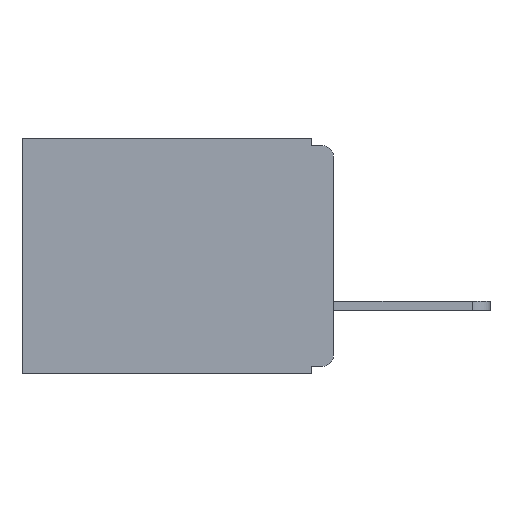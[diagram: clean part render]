
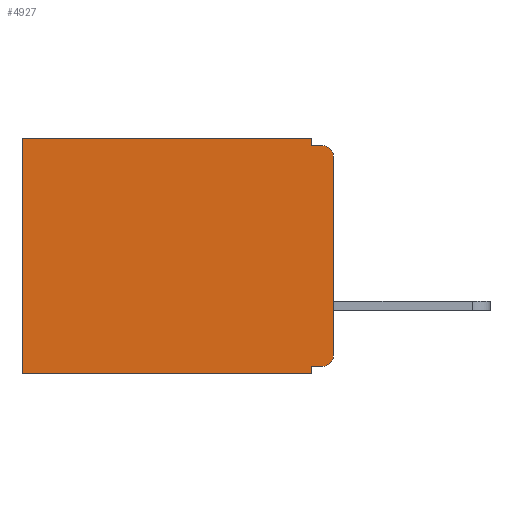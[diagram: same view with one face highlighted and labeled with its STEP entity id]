
A CAD part, left-side view. The second image highlights one B-rep face of the part: STEP entity #4927.
In plain terms, the highlighted planar face has unit normal (-1, 0, 0).
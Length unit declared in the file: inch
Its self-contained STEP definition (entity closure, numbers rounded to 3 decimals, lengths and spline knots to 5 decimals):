
#269 = VERTEX_POINT ( 'NONE', #8907 ) ;
#482 = EDGE_CURVE ( 'NONE', #8525, #269, #10751, .T. ) ;
#585 = CARTESIAN_POINT ( 'NONE',  ( 0.3, 0.031, -0.01 ) ) ;
#780 = VERTEX_POINT ( 'NONE', #6071 ) ;
#840 = ORIENTED_EDGE ( 'NONE', *, *, #10932, .F. ) ;
#936 = CARTESIAN_POINT ( 'NONE',  ( 0.3, 0.015, -0.01 ) ) ;
#974 = ORIENTED_EDGE ( 'NONE', *, *, #4670, .F. ) ;
#1070 = VECTOR ( 'NONE', #6708, 39.37008 ) ;
#1191 = LINE ( 'NONE', #7780, #3286 ) ;
#1327 = CARTESIAN_POINT ( 'NONE',  ( 0.3, 0.437, -0.33 ) ) ;
#1344 = CARTESIAN_POINT ( 'NONE',  ( 0.3, 0.031, 0. ) ) ;
#1490 = DIRECTION ( 'NONE',  ( -1., 0., 0. ) ) ;
#1753 = DIRECTION ( 'NONE',  ( 0., 0., -1. ) ) ;
#1759 = EDGE_CURVE ( 'NONE', #3120, #2497, #8252, .T. ) ;
#1937 = EDGE_LOOP ( 'NONE', ( #7786, #9621, #11077, #8353, #7802, #7387, #10163, #840, #974, #6220 ) ) ;
#2019 = DIRECTION ( 'NONE',  ( 0., 0., -1. ) ) ;
#2197 = VERTEX_POINT ( 'NONE', #5183 ) ;
#2497 = VERTEX_POINT ( 'NONE', #936 ) ;
#2747 = LINE ( 'NONE', #9990, #5708 ) ;
#2960 = CARTESIAN_POINT ( 'NONE',  ( 0.3, 0.031, -0.33 ) ) ;
#2980 = AXIS2_PLACEMENT_3D ( 'NONE', #8745, #1490, #11452 ) ;
#3120 = VERTEX_POINT ( 'NONE', #585 ) ;
#3177 = EDGE_CURVE ( 'NONE', #6797, #269, #1191, .T. ) ;
#3286 = VECTOR ( 'NONE', #6862, 39.37008 ) ;
#3372 = LINE ( 'NONE', #2960, #10827 ) ;
#3629 = CARTESIAN_POINT ( 'NONE',  ( 0.3, 0., -0.01 ) ) ;
#3718 = FACE_OUTER_BOUND ( 'NONE', #1937, .T. ) ;
#3777 = VECTOR ( 'NONE', #7746, 39.37008 ) ;
#3825 = CARTESIAN_POINT ( 'NONE',  ( 0.3, 0.015, -0.305 ) ) ;
#4050 = PLANE ( 'NONE',  #6285 ) ;
#4189 = CARTESIAN_POINT ( 'NONE',  ( 0.3, 0.031, -0.32 ) ) ;
#4394 = AXIS2_PLACEMENT_3D ( 'NONE', #3825, #10098, #2019 ) ;
#4489 = VERTEX_POINT ( 'NONE', #4189 ) ;
#4670 = EDGE_CURVE ( 'NONE', #2197, #4489, #2747, .T. ) ;
#4860 = EDGE_CURVE ( 'NONE', #2197, #10621, #10912, .T. ) ;
#4927 = ADVANCED_FACE ( 'NONE', ( #3718 ), #4050, .F. ) ;
#4968 = DIRECTION ( 'NONE',  ( 1., 0., 0. ) ) ;
#5028 = CARTESIAN_POINT ( 'NONE',  ( 0.3, 0., 0. ) ) ;
#5183 = CARTESIAN_POINT ( 'NONE',  ( 0.3, 0.015, -0.32 ) ) ;
#5374 = CARTESIAN_POINT ( 'NONE',  ( 0.3, 0., -0.33 ) ) ;
#5441 = CARTESIAN_POINT ( 'NONE',  ( 0.3, 0.437, 0. ) ) ;
#5507 = CARTESIAN_POINT ( 'NONE',  ( 0.3, 0.031, -0.33 ) ) ;
#5708 = VECTOR ( 'NONE', #7272, 39.37008 ) ;
#5808 = VECTOR ( 'NONE', #10077, 39.37008 ) ;
#5882 = CARTESIAN_POINT ( 'NONE',  ( 0.3, 0., -0.305 ) ) ;
#6071 = CARTESIAN_POINT ( 'NONE',  ( 0.3, 0., -0.025 ) ) ;
#6186 = CIRCLE ( 'NONE', #2980, 0.015 ) ;
#6220 = ORIENTED_EDGE ( 'NONE', *, *, #4860, .T. ) ;
#6285 = AXIS2_PLACEMENT_3D ( 'NONE', #10367, #4968, #8713 ) ;
#6708 = DIRECTION ( 'NONE',  ( 0., 0., -1. ) ) ;
#6797 = VERTEX_POINT ( 'NONE', #5507 ) ;
#6862 = DIRECTION ( 'NONE',  ( 0., 1., 0. ) ) ;
#6949 = VECTOR ( 'NONE', #8679, 39.37008 ) ;
#7221 = LINE ( 'NONE', #1344, #6949 ) ;
#7272 = DIRECTION ( 'NONE',  ( 0., 1., 0. ) ) ;
#7339 = LINE ( 'NONE', #5374, #7785 ) ;
#7387 = ORIENTED_EDGE ( 'NONE', *, *, #482, .T. ) ;
#7501 = EDGE_CURVE ( 'NONE', #8778, #3120, #7221, .T. ) ;
#7746 = DIRECTION ( 'NONE',  ( 0., 1., 0. ) ) ;
#7780 = CARTESIAN_POINT ( 'NONE',  ( 0.3, 0., -0.33 ) ) ;
#7785 = VECTOR ( 'NONE', #1753, 39.37008 ) ;
#7786 = ORIENTED_EDGE ( 'NONE', *, *, #11359, .F. ) ;
#7802 = ORIENTED_EDGE ( 'NONE', *, *, #8847, .T. ) ;
#8252 = LINE ( 'NONE', #3629, #5808 ) ;
#8353 = ORIENTED_EDGE ( 'NONE', *, *, #7501, .F. ) ;
#8525 = VERTEX_POINT ( 'NONE', #5441 ) ;
#8679 = DIRECTION ( 'NONE',  ( 0., 0., -1. ) ) ;
#8713 = DIRECTION ( 'NONE',  ( 0., 0., -1. ) ) ;
#8745 = CARTESIAN_POINT ( 'NONE',  ( 0.3, 0.015, -0.025 ) ) ;
#8778 = VERTEX_POINT ( 'NONE', #11231 ) ;
#8847 = EDGE_CURVE ( 'NONE', #8778, #8525, #10272, .T. ) ;
#8907 = CARTESIAN_POINT ( 'NONE',  ( 0.3, 0.437, -0.33 ) ) ;
#9319 = DIRECTION ( 'NONE',  ( 0., 0., -1. ) ) ;
#9334 = EDGE_CURVE ( 'NONE', #780, #2497, #6186, .T. ) ;
#9621 = ORIENTED_EDGE ( 'NONE', *, *, #9334, .T. ) ;
#9990 = CARTESIAN_POINT ( 'NONE',  ( 0.3, 0., -0.32 ) ) ;
#10077 = DIRECTION ( 'NONE',  ( 0., -1., 0. ) ) ;
#10098 = DIRECTION ( 'NONE',  ( -1., 0., 0. ) ) ;
#10163 = ORIENTED_EDGE ( 'NONE', *, *, #3177, .F. ) ;
#10272 = LINE ( 'NONE', #5028, #3777 ) ;
#10367 = CARTESIAN_POINT ( 'NONE',  ( 0.3, 0., -0.33 ) ) ;
#10621 = VERTEX_POINT ( 'NONE', #5882 ) ;
#10751 = LINE ( 'NONE', #1327, #1070 ) ;
#10827 = VECTOR ( 'NONE', #9319, 39.37008 ) ;
#10912 = CIRCLE ( 'NONE', #4394, 0.015 ) ;
#10932 = EDGE_CURVE ( 'NONE', #4489, #6797, #3372, .T. ) ;
#11077 = ORIENTED_EDGE ( 'NONE', *, *, #1759, .F. ) ;
#11231 = CARTESIAN_POINT ( 'NONE',  ( 0.3, 0.031, 0. ) ) ;
#11359 = EDGE_CURVE ( 'NONE', #780, #10621, #7339, .T. ) ;
#11452 = DIRECTION ( 'NONE',  ( 0., 0., -1. ) ) ;
